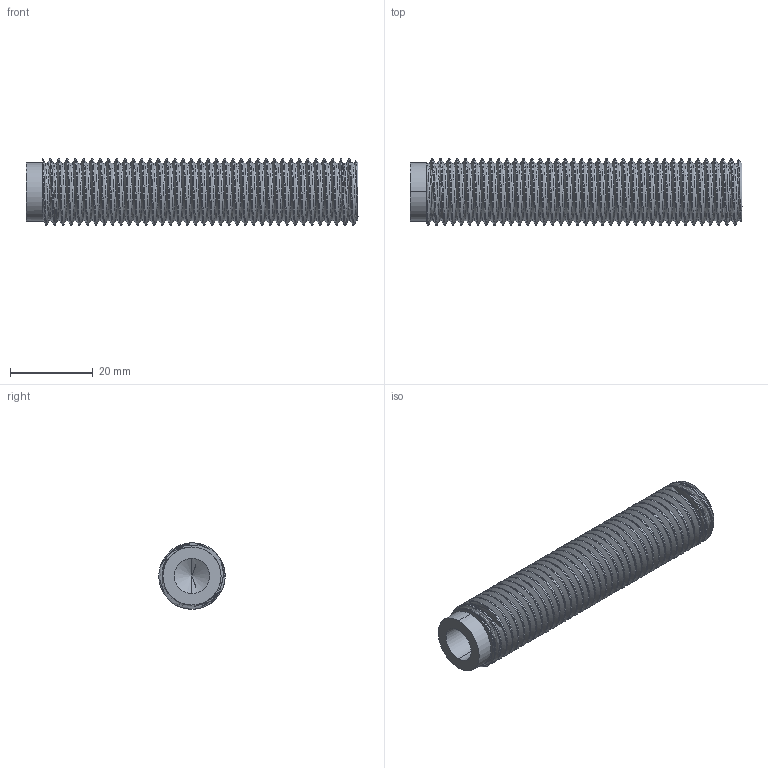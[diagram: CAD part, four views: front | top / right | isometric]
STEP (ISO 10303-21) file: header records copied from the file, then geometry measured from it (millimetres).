
FILE_DESCRIPTION (( 'STEP AP214' ), '1' );
FILE_NAME ('Q5_08-VI-IG-M10-80_S.STEP', '2022-02-10T15:11:10', ( '' ), ( '' ), 'SwSTEP 2.0', 'SolidWorks 2019', '' );
FILE_SCHEMA (( 'AUTOMOTIVE_DESIGN' ));
Length unit declared in the file: millimetre
Products named in the file (1): Q5_08-VI-IG-M10-80_S
Bounding box: 80 x 15.98 x 16 mm (x, y, z)
Volume: 12478.5 mm3; surface area: 6799.4 mm2
Topology: 1 solids, 1 shells, 91 faces, 263 edges, 173 vertices
Faces by surface type: cylinder 80, cone 4, plane 4, bspline 3
Entity records: 9427 total; most frequent: CARTESIAN_POINT 6640, ORIENTED_EDGE 522, DIRECTION 282, EDGE_CURVE 261, VERTEX_POINT 173, AXIS2_PLACEMENT_3D 100, EDGE_LOOP 92, FACE_OUTER_BOUND 91
